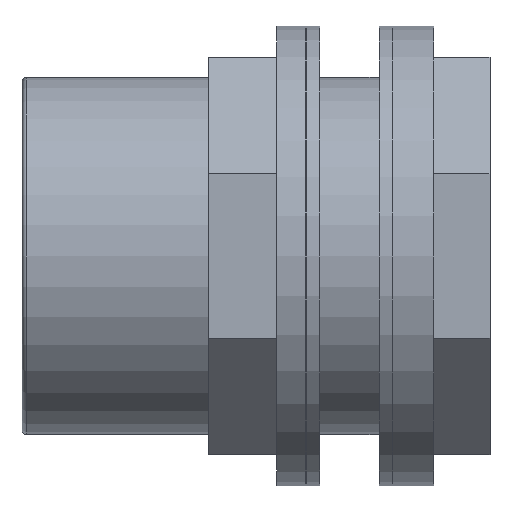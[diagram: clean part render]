
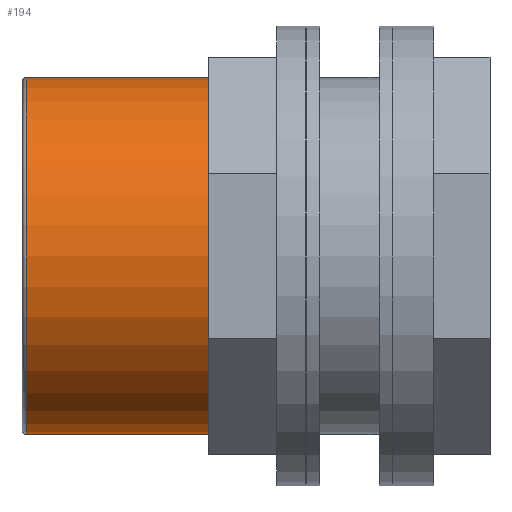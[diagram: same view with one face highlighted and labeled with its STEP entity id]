
A CAD part, front view. The second image highlights one B-rep face of the part: STEP entity #194.
In plain terms, the highlighted cylindrical face has radius 66 mm (diameter 132 mm), a full revolution.
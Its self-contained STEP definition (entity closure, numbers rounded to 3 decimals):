
#194 = ADVANCED_FACE( '', ( #415, #416 ), #417, .T. );
#415 = FACE_OUTER_BOUND( '', #638, .T. );
#416 = FACE_OUTER_BOUND( '', #639, .T. );
#417 = CYLINDRICAL_SURFACE( '', #640, 66. );
#638 = EDGE_LOOP( '', ( #1092 ) );
#639 = EDGE_LOOP( '', ( #1093 ) );
#640 = AXIS2_PLACEMENT_3D( '', #1094, #1095, #1096 );
#1092 = ORIENTED_EDGE( '', *, *, #1163, .F. );
#1093 = ORIENTED_EDGE( '', *, *, #1197, .T. );
#1094 = CARTESIAN_POINT( '', ( 171., 0., 0. ) );
#1095 = DIRECTION( '', ( -1., 0., 0. ) );
#1096 = DIRECTION( '', ( 0., 0., -1. ) );
#1163 = EDGE_CURVE( '', #1353, #1353, #1354, .T. );
#1197 = EDGE_CURVE( '', #1412, #1412, #1413, .T. );
#1353 = VERTEX_POINT( '', #1631 );
#1354 = CIRCLE( '', #1632, 66. );
#1412 = VERTEX_POINT( '', #1712 );
#1413 = CIRCLE( '', #1713, 66. );
#1631 = CARTESIAN_POINT( '', ( 69., 0., -66. ) );
#1632 = AXIS2_PLACEMENT_3D( '', #2292, #2293, #2294 );
#1712 = CARTESIAN_POINT( '', ( 1.65, 0., -66. ) );
#1713 = AXIS2_PLACEMENT_3D( '', #2329, #2330, #2331 );
#2292 = CARTESIAN_POINT( '', ( 69., 0., 0. ) );
#2293 = DIRECTION( '', ( 1., 0., 0. ) );
#2294 = DIRECTION( '', ( 0., 0., -1. ) );
#2329 = CARTESIAN_POINT( '', ( 1.65, 0., 0. ) );
#2330 = DIRECTION( '', ( 1., 0., 0. ) );
#2331 = DIRECTION( '', ( 0., 0., -1. ) );
